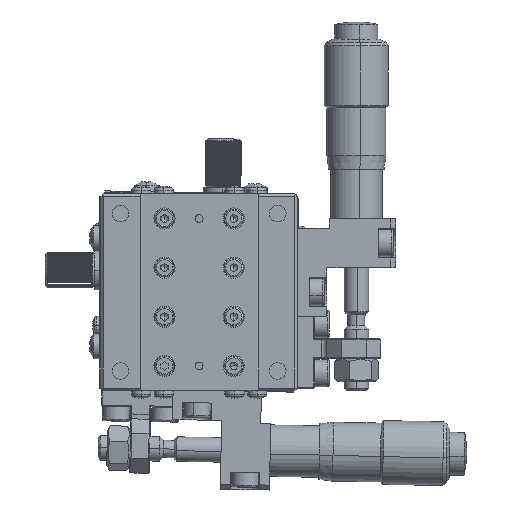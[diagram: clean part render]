
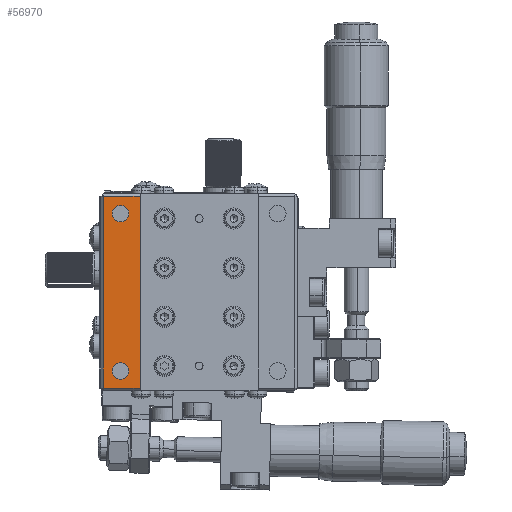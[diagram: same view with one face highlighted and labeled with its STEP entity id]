
A CAD part, left-side view. The second image highlights one B-rep face of the part: STEP entity #56970.
In plain terms, the highlighted planar face has unit normal (-1, 0, 0).
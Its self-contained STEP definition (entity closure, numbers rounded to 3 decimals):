
#377 = CIRCLE ( 'NONE', #47582, 1.7 ) ;
#3670 = FACE_BOUND ( 'NONE', #32953, .T. ) ;
#6974 = VECTOR ( 'NONE', #49135, 1000. ) ;
#7675 = VECTOR ( 'NONE', #46947, 1000. ) ;
#8009 = PLANE ( 'NONE',  #52706 ) ;
#8425 = VERTEX_POINT ( 'NONE', #47240 ) ;
#9599 = CARTESIAN_POINT ( 'NONE',  ( 0., 40., 0.5 ) ) ;
#12800 = ORIENTED_EDGE ( 'NONE', *, *, #38884, .T. ) ;
#14814 = DIRECTION ( 'NONE',  ( 1., 0., 0. ) ) ;
#16202 = CARTESIAN_POINT ( 'NONE',  ( 0., 36., 2.3 ) ) ;
#17920 = VERTEX_POINT ( 'NONE', #55727 ) ;
#19157 = LINE ( 'NONE', #30243, #44100 ) ;
#19326 = EDGE_CURVE ( 'NONE', #34352, #44110, #377, .T. ) ;
#20206 = LINE ( 'NONE', #9599, #7675 ) ;
#20215 = DIRECTION ( 'NONE',  ( 1., 0., 0. ) ) ;
#20999 = ORIENTED_EDGE ( 'NONE', *, *, #19326, .T. ) ;
#21843 = LINE ( 'NONE', #47606, #60761 ) ;
#22114 = EDGE_LOOP ( 'NONE', ( #28180, #12800 ) ) ;
#22410 = CARTESIAN_POINT ( 'NONE',  ( 0., 40., 40. ) ) ;
#25472 = CARTESIAN_POINT ( 'NONE',  ( 0., 36., 36. ) ) ;
#26325 = DIRECTION ( 'NONE',  ( 1., 0., 0. ) ) ;
#28180 = ORIENTED_EDGE ( 'NONE', *, *, #57574, .T. ) ;
#29449 = ORIENTED_EDGE ( 'NONE', *, *, #56750, .F. ) ;
#29757 = ORIENTED_EDGE ( 'NONE', *, *, #32159, .T. ) ;
#30243 = CARTESIAN_POINT ( 'NONE',  ( 0., 32., 0. ) ) ;
#30544 = EDGE_CURVE ( 'NONE', #41080, #17920, #34205, .T. ) ;
#30826 = DIRECTION ( 'NONE',  ( 0., 0., -1. ) ) ;
#30853 = FACE_OUTER_BOUND ( 'NONE', #50641, .T. ) ;
#31054 = CARTESIAN_POINT ( 'NONE',  ( 0., 40., 39.5 ) ) ;
#31229 = ORIENTED_EDGE ( 'NONE', *, *, #53600, .T. ) ;
#32159 = EDGE_CURVE ( 'NONE', #17920, #55969, #21843, .T. ) ;
#32632 = DIRECTION ( 'NONE',  ( 0., 0., -1. ) ) ;
#32953 = EDGE_LOOP ( 'NONE', ( #43019, #20999 ) ) ;
#34205 = LINE ( 'NONE', #31054, #6974 ) ;
#34352 = VERTEX_POINT ( 'NONE', #47983 ) ;
#35470 = DIRECTION ( 'NONE',  ( 0., 0., -1. ) ) ;
#35593 = CARTESIAN_POINT ( 'NONE',  ( 0., 32., 39.5 ) ) ;
#35759 = AXIS2_PLACEMENT_3D ( 'NONE', #48327, #20215, #53061 ) ;
#38884 = EDGE_CURVE ( 'NONE', #49052, #44038, #43149, .T. ) ;
#39561 = CARTESIAN_POINT ( 'NONE',  ( 0., 36., 34.3 ) ) ;
#39665 = FACE_BOUND ( 'NONE', #22114, .T. ) ;
#41080 = VERTEX_POINT ( 'NONE', #35593 ) ;
#43019 = ORIENTED_EDGE ( 'NONE', *, *, #60741, .T. ) ;
#43149 = CIRCLE ( 'NONE', #51155, 1.7 ) ;
#44038 = VERTEX_POINT ( 'NONE', #16202 ) ;
#44100 = VECTOR ( 'NONE', #30826, 1000. ) ;
#44110 = VERTEX_POINT ( 'NONE', #39561 ) ;
#45342 = CARTESIAN_POINT ( 'NONE',  ( 0., 36., 36. ) ) ;
#46947 = DIRECTION ( 'NONE',  ( 0., -1., 0. ) ) ;
#47240 = CARTESIAN_POINT ( 'NONE',  ( 0., 32., 0.5 ) ) ;
#47582 = AXIS2_PLACEMENT_3D ( 'NONE', #25472, #53366, #35470 ) ;
#47606 = CARTESIAN_POINT ( 'NONE',  ( 0., 39.5, 40. ) ) ;
#47983 = CARTESIAN_POINT ( 'NONE',  ( 0., 36., 37.7 ) ) ;
#48327 = CARTESIAN_POINT ( 'NONE',  ( 0., 36., 4. ) ) ;
#49052 = VERTEX_POINT ( 'NONE', #59138 ) ;
#49135 = DIRECTION ( 'NONE',  ( 0., 1., 0. ) ) ;
#49239 = AXIS2_PLACEMENT_3D ( 'NONE', #45342, #26325, #49467 ) ;
#49467 = DIRECTION ( 'NONE',  ( 0., 0., -1. ) ) ;
#50145 = ORIENTED_EDGE ( 'NONE', *, *, #30544, .T. ) ;
#50641 = EDGE_LOOP ( 'NONE', ( #31229, #29449, #50145, #29757 ) ) ;
#50757 = CARTESIAN_POINT ( 'NONE',  ( 0., 36., 4. ) ) ;
#50969 = DIRECTION ( 'NONE',  ( 1., 0., 0. ) ) ;
#51155 = AXIS2_PLACEMENT_3D ( 'NONE', #50757, #50969, #55687 ) ;
#51499 = CIRCLE ( 'NONE', #49239, 1.7 ) ;
#52189 = DIRECTION ( 'NONE',  ( 0., 0., -1. ) ) ;
#52706 = AXIS2_PLACEMENT_3D ( 'NONE', #22410, #14814, #52189 ) ;
#53061 = DIRECTION ( 'NONE',  ( 0., 0., -1. ) ) ;
#53366 = DIRECTION ( 'NONE',  ( 1., 0., 0. ) ) ;
#53600 = EDGE_CURVE ( 'NONE', #55969, #8425, #20206, .T. ) ;
#54373 = CIRCLE ( 'NONE', #35759, 1.7 ) ;
#55687 = DIRECTION ( 'NONE',  ( 0., 0., -1. ) ) ;
#55727 = CARTESIAN_POINT ( 'NONE',  ( 0., 39.5, 39.5 ) ) ;
#55969 = VERTEX_POINT ( 'NONE', #56409 ) ;
#56409 = CARTESIAN_POINT ( 'NONE',  ( 0., 39.5, 0.5 ) ) ;
#56750 = EDGE_CURVE ( 'NONE', #41080, #8425, #19157, .T. ) ;
#56970 = ADVANCED_FACE ( 'NONE', ( #3670, #39665, #30853 ), #8009, .F. ) ;
#57574 = EDGE_CURVE ( 'NONE', #44038, #49052, #54373, .T. ) ;
#59138 = CARTESIAN_POINT ( 'NONE',  ( 0., 36., 5.7 ) ) ;
#60741 = EDGE_CURVE ( 'NONE', #44110, #34352, #51499, .T. ) ;
#60761 = VECTOR ( 'NONE', #32632, 1000. ) ;
